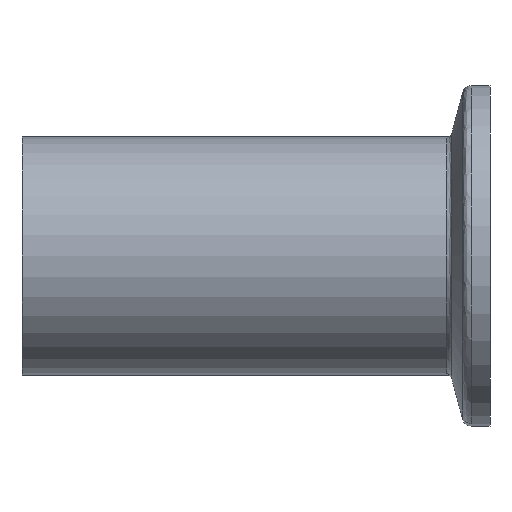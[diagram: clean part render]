
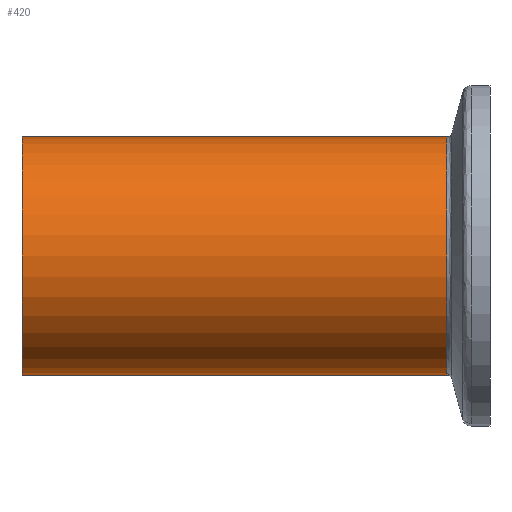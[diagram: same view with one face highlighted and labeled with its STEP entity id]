
A CAD part, front view. The second image highlights one B-rep face of the part: STEP entity #420.
In plain terms, the highlighted cylindrical face has radius 14 mm (diameter 28 mm), a full revolution.
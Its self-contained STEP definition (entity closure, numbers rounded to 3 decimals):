
#19 = DIRECTION ( 'NONE',  ( -1., 0., 0. ) ) ;
#95 = DIRECTION ( 'NONE',  ( 1., 0., 0. ) ) ;
#139 = FACE_OUTER_BOUND ( 'NONE', #206, .T. ) ;
#146 = CARTESIAN_POINT ( 'NONE',  ( -2.068, 0., 0. ) ) ;
#150 = CYLINDRICAL_SURFACE ( 'NONE', #729, 14. ) ;
#161 = DIRECTION ( 'NONE',  ( 0., 0., 1. ) ) ;
#165 = AXIS2_PLACEMENT_3D ( 'NONE', #602, #95, #161 ) ;
#183 = DIRECTION ( 'NONE',  ( 0., 0., 1. ) ) ;
#206 = EDGE_LOOP ( 'NONE', ( #737 ) ) ;
#313 = ORIENTED_EDGE ( 'NONE', *, *, #572, .T. ) ;
#346 = CARTESIAN_POINT ( 'NONE',  ( 3., 0., 0. ) ) ;
#379 = CARTESIAN_POINT ( 'NONE',  ( -2.068, 0., 14. ) ) ;
#410 = CIRCLE ( 'NONE', #519, 14. ) ;
#420 = ADVANCED_FACE ( 'NONE', ( #606, #139 ), #150, .T. ) ;
#427 = DIRECTION ( 'NONE',  ( 0., 0., 1. ) ) ;
#437 = VERTEX_POINT ( 'NONE', #715 ) ;
#510 = VERTEX_POINT ( 'NONE', #379 ) ;
#519 = AXIS2_PLACEMENT_3D ( 'NONE', #146, #533, #427 ) ;
#533 = DIRECTION ( 'NONE',  ( -1., 0., 0. ) ) ;
#558 = EDGE_LOOP ( 'NONE', ( #313 ) ) ;
#572 = EDGE_CURVE ( 'NONE', #510, #510, #410, .T. ) ;
#602 = CARTESIAN_POINT ( 'NONE',  ( -52., 0., 0. ) ) ;
#606 = FACE_OUTER_BOUND ( 'NONE', #558, .T. ) ;
#653 = CIRCLE ( 'NONE', #165, 14. ) ;
#715 = CARTESIAN_POINT ( 'NONE',  ( -52., 0., 14. ) ) ;
#721 = EDGE_CURVE ( 'NONE', #437, #437, #653, .T. ) ;
#729 = AXIS2_PLACEMENT_3D ( 'NONE', #346, #19, #183 ) ;
#737 = ORIENTED_EDGE ( 'NONE', *, *, #721, .T. ) ;
